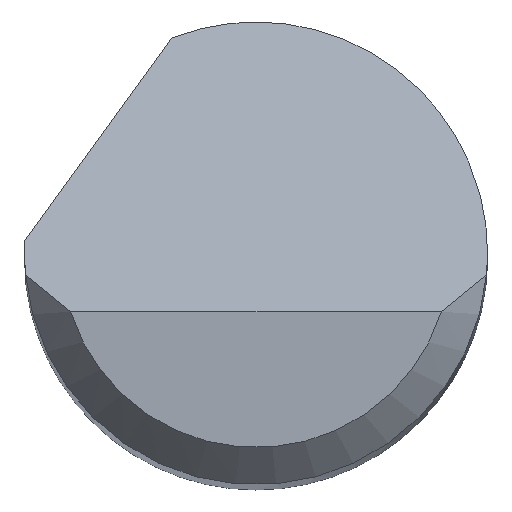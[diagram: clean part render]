
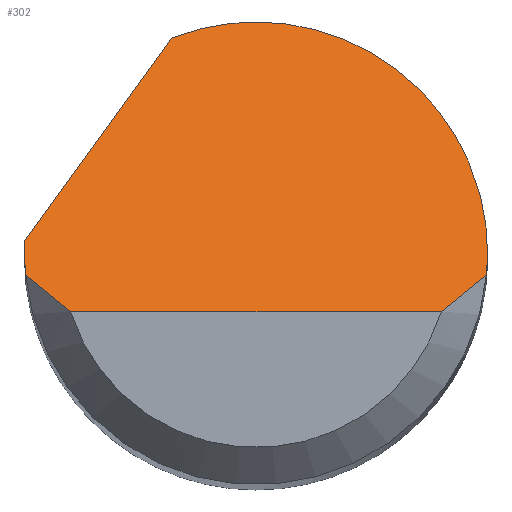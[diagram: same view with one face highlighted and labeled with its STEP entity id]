
A CAD part, top view. The second image highlights one B-rep face of the part: STEP entity #302.
In plain terms, the highlighted planar face has unit normal (0, 0.707, 0.707).
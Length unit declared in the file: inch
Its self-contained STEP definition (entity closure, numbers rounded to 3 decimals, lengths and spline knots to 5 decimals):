
#3 = ORIENTED_EDGE ( 'NONE', *, *, #423, .T. ) ;
#45 = CARTESIAN_POINT ( 'NONE',  ( -0.09375, 0., 1.97625 ) ) ;
#49 = CARTESIAN_POINT ( 'NONE',  ( -0.09334, -0.00875, 1.985 ) ) ;
#57 =( BOUNDED_CURVE ( )  B_SPLINE_CURVE ( 3, ( #693, #265, #202, #99 ),
 .UNSPECIFIED., .F., .F. ) 
 B_SPLINE_CURVE_WITH_KNOTS ( ( 4, 4 ),
 ( 1.5708, 1.66427 ),
 .UNSPECIFIED. ) 
 CURVE ( )  GEOMETRIC_REPRESENTATION_ITEM ( )  RATIONAL_B_SPLINE_CURVE ( ( 1., 0.999, 0.999, 1. ) ) 
 REPRESENTATION_ITEM ( '' )  );
#62 = B_SPLINE_CURVE_WITH_KNOTS ( 'NONE', 3,
 ( #486, #577, #745, #567 ),
 .UNSPECIFIED., .F., .F.,
 ( 4, 4 ),
 ( 0., 0.00071 ),
 .UNSPECIFIED. ) ;
#72 = CARTESIAN_POINT ( 'NONE',  ( -0.09375, 0.00167, 1.97458 ) ) ;
#74 = CARTESIAN_POINT ( 'NONE',  ( -0.07508, -0.02375, 2. ) ) ;
#75 = LINE ( 'NONE', #477, #707 ) ;
#80 = CARTESIAN_POINT ( 'NONE',  ( -0.03394, 0.08739, 1.88886 ) ) ;
#97 = CARTESIAN_POINT ( 'NONE',  ( -0.09375, -0.02375, 2. ) ) ;
#99 = CARTESIAN_POINT ( 'NONE',  ( 0.09334, -0.00875, 1.985 ) ) ;
#111 = B_SPLINE_CURVE_WITH_KNOTS ( 'NONE', 3,
 ( #281, #587, #287, #479 ),
 .UNSPECIFIED., .F., .F.,
 ( 4, 4 ),
 ( 0., 0.00071 ),
 .UNSPECIFIED. ) ;
#116 = DIRECTION ( 'NONE',  ( 1., 0., 0. ) ) ;
#124 = CARTESIAN_POINT ( 'NONE',  ( 0.09334, -0.00875, 1.985 ) ) ;
#147 = ORIENTED_EDGE ( 'NONE', *, *, #200, .F. ) ;
#151 = ORIENTED_EDGE ( 'NONE', *, *, #446, .T. ) ;
#159 = ORIENTED_EDGE ( 'NONE', *, *, #168, .F. ) ;
#168 = EDGE_CURVE ( 'NONE', #563, #624, #75, .T. ) ;
#175 =( BOUNDED_CURVE ( )  B_SPLINE_CURVE ( 3, ( #49, #643, #223, #342 ),
 .UNSPECIFIED., .F., .F. ) 
 B_SPLINE_CURVE_WITH_KNOTS ( ( 4, 4 ),
 ( 4.61892, 4.71239 ),
 .UNSPECIFIED. ) 
 CURVE ( )  GEOMETRIC_REPRESENTATION_ITEM ( )  RATIONAL_B_SPLINE_CURVE ( ( 1., 0.999, 0.999, 1. ) ) 
 REPRESENTATION_ITEM ( '' )  );
#183 = CARTESIAN_POINT ( 'NONE',  ( -0.09371, 0.00333, 1.97292 ) ) ;
#196 = CARTESIAN_POINT ( 'NONE',  ( 0.09375, 0., 1.97625 ) ) ;
#200 = EDGE_CURVE ( 'NONE', #624, #588, #649, .T. ) ;
#202 = CARTESIAN_POINT ( 'NONE',  ( 0.09361, -0.00584, 1.98209 ) ) ;
#203 = DIRECTION ( 'NONE',  ( 0., -0.707, -0.707 ) ) ;
#220 = LINE ( 'NONE', #339, #594 ) ;
#223 = CARTESIAN_POINT ( 'NONE',  ( -0.09375, -0.00292, 1.97917 ) ) ;
#238 = ORIENTED_EDGE ( 'NONE', *, *, #411, .F. ) ;
#256 = FACE_OUTER_BOUND ( 'NONE', #293, .T. ) ;
#265 = CARTESIAN_POINT ( 'NONE',  ( 0.09375, -0.00292, 1.97917 ) ) ;
#281 = CARTESIAN_POINT ( 'NONE',  ( 0.07508, -0.02375, 2. ) ) ;
#287 = CARTESIAN_POINT ( 'NONE',  ( 0.08761, -0.01397, 1.99022 ) ) ;
#288 = ORIENTED_EDGE ( 'NONE', *, *, #534, .F. ) ;
#293 = EDGE_LOOP ( 'NONE', ( #151, #3, #470, #147, #159, #288, #238, #598 ) ) ;
#295 = CARTESIAN_POINT ( 'NONE',  ( 0.09375, 0., 1.97625 ) ) ;
#302 = ADVANCED_FACE ( 'NONE', ( #256 ), #742, .F. ) ;
#339 = CARTESIAN_POINT ( 'NONE',  ( 0., -0.02375, 2. ) ) ;
#342 = CARTESIAN_POINT ( 'NONE',  ( -0.09375, 0., 1.97625 ) ) ;
#371 = VERTEX_POINT ( 'NONE', #698 ) ;
#393 = DIRECTION ( 'NONE',  ( 0., 0.707, -0.707 ) ) ;
#405 = VERTEX_POINT ( 'NONE', #45 ) ;
#411 = EDGE_CURVE ( 'NONE', #576, #405, #175, .T. ) ;
#421 =( BOUNDED_CURVE ( )  B_SPLINE_CURVE ( 3, ( #482, #72, #183, #570 ),
 .UNSPECIFIED., .F., .F. ) 
 B_SPLINE_CURVE_WITH_KNOTS ( ( 4, 4 ),
 ( 4.71239, 4.76575 ),
 .UNSPECIFIED. ) 
 CURVE ( )  GEOMETRIC_REPRESENTATION_ITEM ( )  RATIONAL_B_SPLINE_CURVE ( ( 1., 1., 1., 1. ) ) 
 REPRESENTATION_ITEM ( '' )  );
#423 = EDGE_CURVE ( 'NONE', #371, #533, #111, .T. ) ;
#446 = EDGE_CURVE ( 'NONE', #650, #371, #220, .T. ) ;
#470 = ORIENTED_EDGE ( 'NONE', *, *, #686, .F. ) ;
#471 = CARTESIAN_POINT ( 'NONE',  ( -0.03394, 0.08739, 1.88886 ) ) ;
#475 = CARTESIAN_POINT ( 'NONE',  ( -0.09362, 0.005, 1.97125 ) ) ;
#477 = CARTESIAN_POINT ( 'NONE',  ( -0.11014, -0.01781, 1.99406 ) ) ;
#479 = CARTESIAN_POINT ( 'NONE',  ( 0.09334, -0.00875, 1.985 ) ) ;
#482 = CARTESIAN_POINT ( 'NONE',  ( -0.09375, 0., 1.97625 ) ) ;
#486 = CARTESIAN_POINT ( 'NONE',  ( -0.09334, -0.00875, 1.985 ) ) ;
#509 = CARTESIAN_POINT ( 'NONE',  ( 0.03379, 0.11369, 1.86256 ) ) ;
#533 = VERTEX_POINT ( 'NONE', #124 ) ;
#534 = EDGE_CURVE ( 'NONE', #405, #563, #421, .T. ) ;
#563 = VERTEX_POINT ( 'NONE', #475 ) ;
#567 = CARTESIAN_POINT ( 'NONE',  ( -0.07508, -0.02375, 2. ) ) ;
#570 = CARTESIAN_POINT ( 'NONE',  ( -0.09362, 0.005, 1.97125 ) ) ;
#576 = VERTEX_POINT ( 'NONE', #684 ) ;
#577 = CARTESIAN_POINT ( 'NONE',  ( -0.08761, -0.01397, 1.99022 ) ) ;
#587 = CARTESIAN_POINT ( 'NONE',  ( 0.08157, -0.019, 1.99525 ) ) ;
#588 = VERTEX_POINT ( 'NONE', #295 ) ;
#594 = VECTOR ( 'NONE', #116, 39.37008 ) ;
#598 = ORIENTED_EDGE ( 'NONE', *, *, #652, .T. ) ;
#624 = VERTEX_POINT ( 'NONE', #471 ) ;
#643 = CARTESIAN_POINT ( 'NONE',  ( -0.09361, -0.00584, 1.98209 ) ) ;
#649 =( BOUNDED_CURVE ( )  B_SPLINE_CURVE ( 3, ( #80, #509, #749, #196 ),
 .UNSPECIFIED., .F., .F. ) 
 B_SPLINE_CURVE_WITH_KNOTS ( ( 4, 4 ),
 ( 5.91277, 7.85398 ),
 .UNSPECIFIED. ) 
 CURVE ( )  GEOMETRIC_REPRESENTATION_ITEM ( )  RATIONAL_B_SPLINE_CURVE ( ( 1., 0.71, 0.71, 1. ) ) 
 REPRESENTATION_ITEM ( '' )  );
#650 = VERTEX_POINT ( 'NONE', #74 ) ;
#652 = EDGE_CURVE ( 'NONE', #576, #650, #62, .T. ) ;
#684 = CARTESIAN_POINT ( 'NONE',  ( -0.09334, -0.00875, 1.985 ) ) ;
#686 = EDGE_CURVE ( 'NONE', #588, #533, #57, .T. ) ;
#693 = CARTESIAN_POINT ( 'NONE',  ( 0.09375, 0., 1.97625 ) ) ;
#698 = CARTESIAN_POINT ( 'NONE',  ( 0.07508, -0.02375, 2. ) ) ;
#707 = VECTOR ( 'NONE', #786, 39.37008 ) ;
#742 = PLANE ( 'NONE',  #782 ) ;
#745 = CARTESIAN_POINT ( 'NONE',  ( -0.08157, -0.019, 1.99525 ) ) ;
#749 = CARTESIAN_POINT ( 'NONE',  ( 0.09375, 0.07266, 1.90359 ) ) ;
#782 = AXIS2_PLACEMENT_3D ( 'NONE', #97, #203, #393 ) ;
#786 = DIRECTION ( 'NONE',  ( 0.456, 0.629, -0.629 ) ) ;
